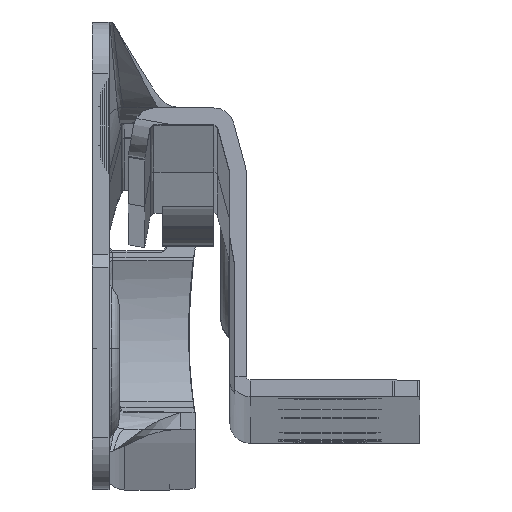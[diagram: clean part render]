
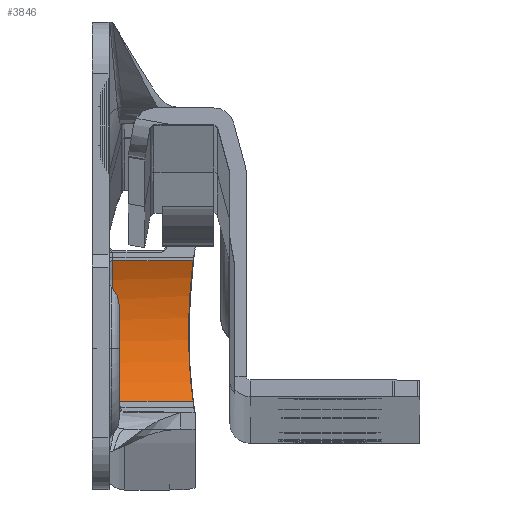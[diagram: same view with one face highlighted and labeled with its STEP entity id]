
A CAD part, top view. The second image highlights one B-rep face of the part: STEP entity #3846.
In plain terms, the highlighted cylindrical face has radius 11 mm (diameter 22 mm), a partial arc.
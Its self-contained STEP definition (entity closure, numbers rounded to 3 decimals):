
#903 = ORIENTED_EDGE ( 'NONE', *, *, #12386, .T. ) ;
#1661 = EDGE_CURVE ( 'NONE', #21900, #16943, #29584, .T. ) ;
#1897 = DIRECTION ( 'NONE',  ( -1., 0., 0. ) ) ;
#2784 = CARTESIAN_POINT ( 'NONE',  ( 6.208, -2.942, -698.711 ) ) ;
#3846 = ADVANCED_FACE ( 'NONE', ( #16239 ), #20218, .F. ) ;
#4254 = EDGE_CURVE ( 'NONE', #29674, #28621, #23079, .T. ) ;
#4462 = EDGE_CURVE ( 'NONE', #22851, #28621, #18831, .T. ) ;
#4653 = CARTESIAN_POINT ( 'NONE',  ( 6.2, -3.422, -698.699 ) ) ;
#4814 = CARTESIAN_POINT ( 'NONE',  ( 6.453, 0.827, -698.06 ) ) ;
#4909 = CARTESIAN_POINT ( 'NONE',  ( 0.3, -2.904, -698.701 ) ) ;
#5163 = ORIENTED_EDGE ( 'NONE', *, *, #1661, .T. ) ;
#5776 = CIRCLE ( 'NONE', #13745, 11. ) ;
#7225 = VECTOR ( 'NONE', #12942, 1000. ) ;
#7873 = ORIENTED_EDGE ( 'NONE', *, *, #4254, .F. ) ;
#8226 = DIRECTION ( 'NONE',  ( 0., 0., -1. ) ) ;
#8424 = CARTESIAN_POINT ( 'NONE',  ( 6.448, -8.451, -697.249 ) ) ;
#8464 = CARTESIAN_POINT ( 'NONE',  ( 0.3, 1.716, -697.683 ) ) ;
#9636 = CARTESIAN_POINT ( 'NONE',  ( 6.557, -9.239, -696.693 ) ) ;
#9790 = CARTESIAN_POINT ( 'NONE',  ( 6.24, -1.973, -698.672 ) ) ;
#11662 = CARTESIAN_POINT ( 'NONE',  ( 6.365, -0.088, -698.345 ) ) ;
#11822 = CARTESIAN_POINT ( 'NONE',  ( 6.208, -4.849, -698.538 ) ) ;
#11984 = CARTESIAN_POINT ( 'NONE',  ( 6.503, 1.278, -697.886 ) ) ;
#12300 = CARTESIAN_POINT ( 'NONE',  ( 6.327, -0.552, -698.457 ) ) ;
#12386 = EDGE_CURVE ( 'NONE', #16943, #22851, #5776, .T. ) ;
#12942 = DIRECTION ( 'NONE',  ( -1., 0., 0. ) ) ;
#12946 = EDGE_LOOP ( 'NONE', ( #5163, #903, #20667, #7873, #19324 ) ) ;
#13600 = B_SPLINE_CURVE_WITH_KNOTS ( 'NONE', 3,
 ( #21033, #8424, #17943, #14168, #18864, #11822, #19018, #4653, #2784, #9790, #30492, #12300, #11662, #4814, #11984, #23664 ),
 .UNSPECIFIED., .F., .F.,
 ( 4, 2, 2, 2, 2, 2, 2, 4 ),
 ( 0., 0.003, 0.004, 0.006, 0.007, 0.009, 0.01, 0.011 ),
 .UNSPECIFIED. ) ;
#13745 = AXIS2_PLACEMENT_3D ( 'NONE', #22118, #26366, #30701 ) ;
#14168 = CARTESIAN_POINT ( 'NONE',  ( 6.265, -6.255, -698.189 ) ) ;
#15031 = CARTESIAN_POINT ( 'NONE',  ( 6.557, 1.716, -697.683 ) ) ;
#16239 = FACE_OUTER_BOUND ( 'NONE', #12946, .T. ) ;
#16943 = VERTEX_POINT ( 'NONE', #8464 ) ;
#17450 = CARTESIAN_POINT ( 'NONE',  ( 0.3, -2.904, -687.701 ) ) ;
#17943 = CARTESIAN_POINT ( 'NONE',  ( 6.359, -7.606, -697.691 ) ) ;
#18831 = CIRCLE ( 'NONE', #30725, 11. ) ;
#18864 = CARTESIAN_POINT ( 'NONE',  ( 6.24, -5.787, -698.327 ) ) ;
#19018 = CARTESIAN_POINT ( 'NONE',  ( 6.2, -4.376, -698.612 ) ) ;
#19324 = ORIENTED_EDGE ( 'NONE', *, *, #29637, .T. ) ;
#20218 = CYLINDRICAL_SURFACE ( 'NONE', #20315, 11. ) ;
#20315 = AXIS2_PLACEMENT_3D ( 'NONE', #25019, #1897, #27901 ) ;
#20667 = ORIENTED_EDGE ( 'NONE', *, *, #4462, .T. ) ;
#20736 = CARTESIAN_POINT ( 'NONE',  ( 6.7, -9.239, -696.693 ) ) ;
#21033 = CARTESIAN_POINT ( 'NONE',  ( 6.557, -9.239, -696.693 ) ) ;
#21900 = VERTEX_POINT ( 'NONE', #15031 ) ;
#22118 = CARTESIAN_POINT ( 'NONE',  ( 0.3, -2.904, -687.701 ) ) ;
#22851 = VERTEX_POINT ( 'NONE', #4909 ) ;
#23079 = LINE ( 'NONE', #20736, #26287 ) ;
#23664 = CARTESIAN_POINT ( 'NONE',  ( 6.557, 1.716, -697.683 ) ) ;
#24911 = DIRECTION ( 'NONE',  ( -1., 0., 0. ) ) ;
#25019 = CARTESIAN_POINT ( 'NONE',  ( 6.7, -2.904, -687.701 ) ) ;
#26140 = CARTESIAN_POINT ( 'NONE',  ( 0.3, -9.239, -696.693 ) ) ;
#26287 = VECTOR ( 'NONE', #27865, 1000. ) ;
#26366 = DIRECTION ( 'NONE',  ( -1., 0., 0. ) ) ;
#27707 = CARTESIAN_POINT ( 'NONE',  ( 6.7, 1.716, -697.683 ) ) ;
#27865 = DIRECTION ( 'NONE',  ( -1., 0., 0. ) ) ;
#27901 = DIRECTION ( 'NONE',  ( 0., 0., 1. ) ) ;
#28621 = VERTEX_POINT ( 'NONE', #26140 ) ;
#29584 = LINE ( 'NONE', #27707, #7225 ) ;
#29637 = EDGE_CURVE ( 'NONE', #29674, #21900, #13600, .T. ) ;
#29674 = VERTEX_POINT ( 'NONE', #9636 ) ;
#30492 = CARTESIAN_POINT ( 'NONE',  ( 6.265, -1.494, -698.62 ) ) ;
#30701 = DIRECTION ( 'NONE',  ( 0., 0., -1. ) ) ;
#30725 = AXIS2_PLACEMENT_3D ( 'NONE', #17450, #24911, #8226 ) ;
